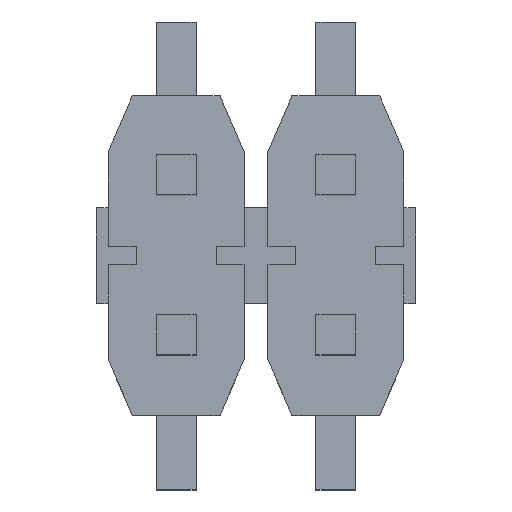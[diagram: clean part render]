
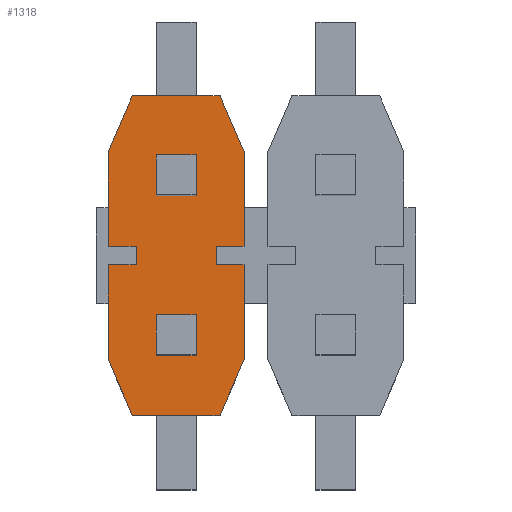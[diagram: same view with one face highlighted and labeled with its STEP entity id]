
A CAD part, top view. The second image highlights one B-rep face of the part: STEP entity #1318.
In plain terms, the highlighted planar face has unit normal (0, 0, 1).
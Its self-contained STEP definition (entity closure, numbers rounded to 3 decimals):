
#22 = VERTEX_POINT('',#23);
#23 = CARTESIAN_POINT('',(-0.645,2.333,3.806));
#40 = VERTEX_POINT('',#41);
#41 = CARTESIAN_POINT('',(-1.09,2.333,3.806));
#47 = EDGE_CURVE('',#22,#40,#48,.T.);
#48 = LINE('',#49,#50);
#49 = CARTESIAN_POINT('',(-0.645,2.333,3.806));
#50 = VECTOR('',#51,1.);
#51 = DIRECTION('',(-1.,0.,0.));
#96 = VERTEX_POINT('',#97);
#97 = CARTESIAN_POINT('',(-1.09,0.828,3.806));
#103 = EDGE_CURVE('',#40,#96,#104,.T.);
#104 = LINE('',#105,#106);
#105 = CARTESIAN_POINT('',(-1.09,2.333,3.806));
#106 = VECTOR('',#107,1.);
#107 = DIRECTION('',(0.,-1.,0.));
#1318 = ADVANCED_FACE('',(#1319,#1353,#1387),#1501,.T.);
#1319 = FACE_BOUND('',#1320,.T.);
#1320 = EDGE_LOOP('',(#1321,#1331,#1339,#1347));
#1321 = ORIENTED_EDGE('',*,*,#1322,.F.);
#1322 = EDGE_CURVE('',#1323,#1325,#1327,.T.);
#1323 = VERTEX_POINT('',#1324);
#1324 = CARTESIAN_POINT('',(-0.328,4.067,3.806));
#1325 = VERTEX_POINT('',#1326);
#1326 = CARTESIAN_POINT('',(-0.328,3.432,3.806));
#1327 = LINE('',#1328,#1329);
#1328 = CARTESIAN_POINT('',(-0.328,4.067,3.806));
#1329 = VECTOR('',#1330,1.);
#1330 = DIRECTION('',(0.,-1.,0.));
#1331 = ORIENTED_EDGE('',*,*,#1332,.F.);
#1332 = EDGE_CURVE('',#1333,#1323,#1335,.T.);
#1333 = VERTEX_POINT('',#1334);
#1334 = CARTESIAN_POINT('',(0.308,4.067,3.806));
#1335 = LINE('',#1336,#1337);
#1336 = CARTESIAN_POINT('',(0.308,4.067,3.806));
#1337 = VECTOR('',#1338,1.);
#1338 = DIRECTION('',(-1.,0.,0.));
#1339 = ORIENTED_EDGE('',*,*,#1340,.F.);
#1340 = EDGE_CURVE('',#1341,#1333,#1343,.T.);
#1341 = VERTEX_POINT('',#1342);
#1342 = CARTESIAN_POINT('',(0.308,3.432,3.806));
#1343 = LINE('',#1344,#1345);
#1344 = CARTESIAN_POINT('',(0.308,3.432,3.806));
#1345 = VECTOR('',#1346,1.);
#1346 = DIRECTION('',(0.,1.,0.));
#1347 = ORIENTED_EDGE('',*,*,#1348,.F.);
#1348 = EDGE_CURVE('',#1325,#1341,#1349,.T.);
#1349 = LINE('',#1350,#1351);
#1350 = CARTESIAN_POINT('',(-0.328,3.432,3.806));
#1351 = VECTOR('',#1352,1.);
#1352 = DIRECTION('',(1.,0.,0.));
#1353 = FACE_BOUND('',#1354,.T.);
#1354 = EDGE_LOOP('',(#1355,#1365,#1373,#1381));
#1355 = ORIENTED_EDGE('',*,*,#1356,.F.);
#1356 = EDGE_CURVE('',#1357,#1359,#1361,.T.);
#1357 = VERTEX_POINT('',#1358);
#1358 = CARTESIAN_POINT('',(-0.328,1.527,3.806));
#1359 = VERTEX_POINT('',#1360);
#1360 = CARTESIAN_POINT('',(-0.328,0.892,3.806));
#1361 = LINE('',#1362,#1363);
#1362 = CARTESIAN_POINT('',(-0.328,1.527,3.806));
#1363 = VECTOR('',#1364,1.);
#1364 = DIRECTION('',(0.,-1.,0.));
#1365 = ORIENTED_EDGE('',*,*,#1366,.F.);
#1366 = EDGE_CURVE('',#1367,#1357,#1369,.T.);
#1367 = VERTEX_POINT('',#1368);
#1368 = CARTESIAN_POINT('',(0.308,1.527,3.806));
#1369 = LINE('',#1370,#1371);
#1370 = CARTESIAN_POINT('',(0.308,1.527,3.806));
#1371 = VECTOR('',#1372,1.);
#1372 = DIRECTION('',(-1.,0.,0.));
#1373 = ORIENTED_EDGE('',*,*,#1374,.F.);
#1374 = EDGE_CURVE('',#1375,#1367,#1377,.T.);
#1375 = VERTEX_POINT('',#1376);
#1376 = CARTESIAN_POINT('',(0.308,0.892,3.806));
#1377 = LINE('',#1378,#1379);
#1378 = CARTESIAN_POINT('',(0.308,0.892,3.806));
#1379 = VECTOR('',#1380,1.);
#1380 = DIRECTION('',(0.,1.,0.));
#1381 = ORIENTED_EDGE('',*,*,#1382,.F.);
#1382 = EDGE_CURVE('',#1359,#1375,#1383,.T.);
#1383 = LINE('',#1384,#1385);
#1384 = CARTESIAN_POINT('',(-0.328,0.892,3.806));
#1385 = VECTOR('',#1386,1.);
#1386 = DIRECTION('',(1.,0.,0.));
#1387 = FACE_BOUND('',#1388,.T.);
#1388 = EDGE_LOOP('',(#1389,#1390,#1391,#1399,#1407,#1415,#1423,#1431,
    #1439,#1447,#1455,#1463,#1471,#1479,#1487,#1495));
#1389 = ORIENTED_EDGE('',*,*,#47,.T.);
#1390 = ORIENTED_EDGE('',*,*,#103,.T.);
#1391 = ORIENTED_EDGE('',*,*,#1392,.T.);
#1392 = EDGE_CURVE('',#96,#1393,#1395,.T.);
#1393 = VERTEX_POINT('',#1394);
#1394 = CARTESIAN_POINT('',(-0.709,-0.061,3.806));
#1395 = LINE('',#1396,#1397);
#1396 = CARTESIAN_POINT('',(-1.09,0.828,3.806));
#1397 = VECTOR('',#1398,1.);
#1398 = DIRECTION('',(0.394,-0.919,0.
    ));
#1399 = ORIENTED_EDGE('',*,*,#1400,.T.);
#1400 = EDGE_CURVE('',#1393,#1401,#1403,.T.);
#1401 = VERTEX_POINT('',#1402);
#1402 = CARTESIAN_POINT('',(0.689,-0.061,3.806));
#1403 = LINE('',#1404,#1405);
#1404 = CARTESIAN_POINT('',(-0.709,-0.061,3.806));
#1405 = VECTOR('',#1406,1.);
#1406 = DIRECTION('',(1.,0.,0.));
#1407 = ORIENTED_EDGE('',*,*,#1408,.T.);
#1408 = EDGE_CURVE('',#1401,#1409,#1411,.T.);
#1409 = VERTEX_POINT('',#1410);
#1410 = CARTESIAN_POINT('',(1.07,0.828,3.806));
#1411 = LINE('',#1412,#1413);
#1412 = CARTESIAN_POINT('',(0.689,-0.061,3.806));
#1413 = VECTOR('',#1414,1.);
#1414 = DIRECTION('',(0.394,0.919,0.
    ));
#1415 = ORIENTED_EDGE('',*,*,#1416,.T.);
#1416 = EDGE_CURVE('',#1409,#1417,#1419,.T.);
#1417 = VERTEX_POINT('',#1418);
#1418 = CARTESIAN_POINT('',(1.07,2.333,3.806));
#1419 = LINE('',#1420,#1421);
#1420 = CARTESIAN_POINT('',(1.07,0.828,3.806));
#1421 = VECTOR('',#1422,1.);
#1422 = DIRECTION('',(0.,1.,0.));
#1423 = ORIENTED_EDGE('',*,*,#1424,.T.);
#1424 = EDGE_CURVE('',#1417,#1425,#1427,.T.);
#1425 = VERTEX_POINT('',#1426);
#1426 = CARTESIAN_POINT('',(0.625,2.333,3.806));
#1427 = LINE('',#1428,#1429);
#1428 = CARTESIAN_POINT('',(1.07,2.333,3.806));
#1429 = VECTOR('',#1430,1.);
#1430 = DIRECTION('',(-1.,0.,0.));
#1431 = ORIENTED_EDGE('',*,*,#1432,.T.);
#1432 = EDGE_CURVE('',#1425,#1433,#1435,.T.);
#1433 = VERTEX_POINT('',#1434);
#1434 = CARTESIAN_POINT('',(0.625,2.625,3.806));
#1435 = LINE('',#1436,#1437);
#1436 = CARTESIAN_POINT('',(0.625,2.333,3.806));
#1437 = VECTOR('',#1438,1.);
#1438 = DIRECTION('',(0.,1.,0.));
#1439 = ORIENTED_EDGE('',*,*,#1440,.T.);
#1440 = EDGE_CURVE('',#1433,#1441,#1443,.T.);
#1441 = VERTEX_POINT('',#1442);
#1442 = CARTESIAN_POINT('',(1.07,2.625,3.806));
#1443 = LINE('',#1444,#1445);
#1444 = CARTESIAN_POINT('',(0.625,2.625,3.806));
#1445 = VECTOR('',#1446,1.);
#1446 = DIRECTION('',(1.,0.,0.));
#1447 = ORIENTED_EDGE('',*,*,#1448,.T.);
#1448 = EDGE_CURVE('',#1441,#1449,#1451,.T.);
#1449 = VERTEX_POINT('',#1450);
#1450 = CARTESIAN_POINT('',(1.07,4.13,3.806));
#1451 = LINE('',#1452,#1453);
#1452 = CARTESIAN_POINT('',(1.07,2.625,3.806));
#1453 = VECTOR('',#1454,1.);
#1454 = DIRECTION('',(0.,1.,0.));
#1455 = ORIENTED_EDGE('',*,*,#1456,.T.);
#1456 = EDGE_CURVE('',#1449,#1457,#1459,.T.);
#1457 = VERTEX_POINT('',#1458);
#1458 = CARTESIAN_POINT('',(0.689,5.019,3.806));
#1459 = LINE('',#1460,#1461);
#1460 = CARTESIAN_POINT('',(1.07,4.13,3.806));
#1461 = VECTOR('',#1462,1.);
#1462 = DIRECTION('',(-0.394,0.919,
    0.));
#1463 = ORIENTED_EDGE('',*,*,#1464,.T.);
#1464 = EDGE_CURVE('',#1457,#1465,#1467,.T.);
#1465 = VERTEX_POINT('',#1466);
#1466 = CARTESIAN_POINT('',(-0.709,5.019,3.806));
#1467 = LINE('',#1468,#1469);
#1468 = CARTESIAN_POINT('',(0.689,5.019,3.806));
#1469 = VECTOR('',#1470,1.);
#1470 = DIRECTION('',(-1.,0.,0.));
#1471 = ORIENTED_EDGE('',*,*,#1472,.T.);
#1472 = EDGE_CURVE('',#1465,#1473,#1475,.T.);
#1473 = VERTEX_POINT('',#1474);
#1474 = CARTESIAN_POINT('',(-1.09,4.13,3.806));
#1475 = LINE('',#1476,#1477);
#1476 = CARTESIAN_POINT('',(-0.709,5.019,3.806));
#1477 = VECTOR('',#1478,1.);
#1478 = DIRECTION('',(-0.394,-0.919,
    0.));
#1479 = ORIENTED_EDGE('',*,*,#1480,.T.);
#1480 = EDGE_CURVE('',#1473,#1481,#1483,.T.);
#1481 = VERTEX_POINT('',#1482);
#1482 = CARTESIAN_POINT('',(-1.09,2.625,3.806));
#1483 = LINE('',#1484,#1485);
#1484 = CARTESIAN_POINT('',(-1.09,4.13,3.806));
#1485 = VECTOR('',#1486,1.);
#1486 = DIRECTION('',(0.,-1.,0.));
#1487 = ORIENTED_EDGE('',*,*,#1488,.T.);
#1488 = EDGE_CURVE('',#1481,#1489,#1491,.T.);
#1489 = VERTEX_POINT('',#1490);
#1490 = CARTESIAN_POINT('',(-0.645,2.625,3.806));
#1491 = LINE('',#1492,#1493);
#1492 = CARTESIAN_POINT('',(-1.09,2.625,3.806));
#1493 = VECTOR('',#1494,1.);
#1494 = DIRECTION('',(1.,0.,0.));
#1495 = ORIENTED_EDGE('',*,*,#1496,.T.);
#1496 = EDGE_CURVE('',#1489,#22,#1497,.T.);
#1497 = LINE('',#1498,#1499);
#1498 = CARTESIAN_POINT('',(-0.645,2.625,3.806));
#1499 = VECTOR('',#1500,1.);
#1500 = DIRECTION('',(0.,-1.,0.));
#1501 = PLANE('',#1502);
#1502 = AXIS2_PLACEMENT_3D('',#1503,#1504,#1505);
#1503 = CARTESIAN_POINT('',(1.26,2.479,3.806));
#1504 = DIRECTION('',(0.,0.,1.));
#1505 = DIRECTION('',(0.,-1.,0.));
